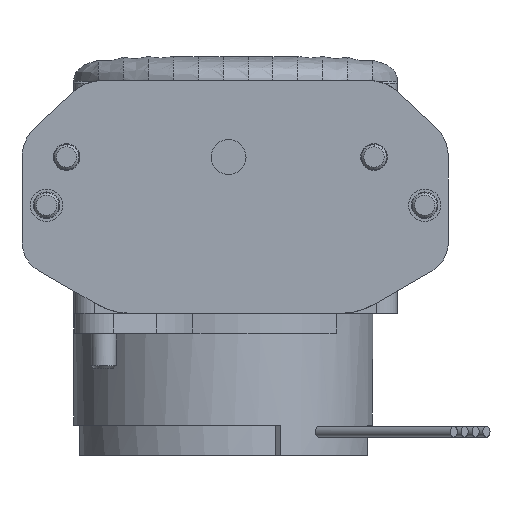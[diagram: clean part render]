
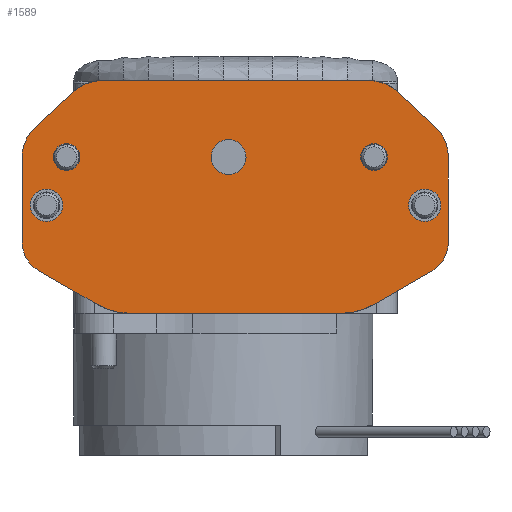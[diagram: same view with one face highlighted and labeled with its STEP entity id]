
A CAD part, front view. The second image highlights one B-rep face of the part: STEP entity #1589.
In plain terms, the highlighted planar face has unit normal (0, -1, 0).
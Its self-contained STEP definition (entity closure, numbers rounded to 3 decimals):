
#503=PLANE('',#11357);
#1589=ADVANCED_FACE('',(#2188,#2189,#2190,#2191,#2192,#2193),#503,.F.);
#2111=B_SPLINE_CURVE_WITH_KNOTS('',3,(#22155,#22156,#22157,#22158),
 .UNSPECIFIED.,.F.,.F.,(4,4),(0.,1.),.UNSPECIFIED.);
#2188=FACE_BOUND('',#2757,.T.);
#2189=FACE_BOUND('',#2758,.T.);
#2190=FACE_BOUND('',#2759,.T.);
#2191=FACE_BOUND('',#2760,.T.);
#2192=FACE_BOUND('',#2761,.T.);
#2193=FACE_BOUND('',#2762,.T.);
#2757=EDGE_LOOP('',(#7365));
#2758=EDGE_LOOP('',(#7366));
#2759=EDGE_LOOP('',(#7367,#7368));
#2760=EDGE_LOOP('',(#7369,#7370));
#2761=EDGE_LOOP('',(#7371,#7372));
#2762=EDGE_LOOP('',(#7373,#7374,#7375,#7376,#7377,#7378,#7379,#7380,#7381,
#7382,#7383,#7384,#7385,#7386,#7387,#7388,#7389,#7390));
#3503=LINE('',#22144,#4245);
#3504=LINE('',#22149,#4246);
#3505=LINE('',#22153,#4247);
#3506=LINE('',#22160,#4248);
#3507=LINE('',#22164,#4249);
#3508=LINE('',#22168,#4250);
#3509=LINE('',#22172,#4251);
#3510=LINE('',#22176,#4252);
#3511=LINE('',#22180,#4253);
#4245=VECTOR('',#13893,1.);
#4246=VECTOR('',#13896,1.);
#4247=VECTOR('',#13899,1.);
#4248=VECTOR('',#13900,1.);
#4249=VECTOR('',#13903,1.);
#4250=VECTOR('',#13906,1.);
#4251=VECTOR('',#13909,1.);
#4252=VECTOR('',#13912,1.);
#4253=VECTOR('',#13915,1.);
#4795=CIRCLE('',#11341,1.95);
#4796=CIRCLE('',#11342,1.95);
#4797=CIRCLE('',#11343,2.1);
#4798=CIRCLE('',#11344,2.1);
#4799=CIRCLE('',#11345,1.6);
#4800=CIRCLE('',#11346,1.6);
#4801=CIRCLE('',#11347,1.6);
#4802=CIRCLE('',#11348,1.6);
#4803=CIRCLE('',#11349,5.);
#4804=CIRCLE('',#11350,5.);
#4805=CIRCLE('',#11351,5.);
#4806=CIRCLE('',#11352,5.);
#4807=CIRCLE('',#11353,4.);
#4808=CIRCLE('',#11354,8.);
#4809=CIRCLE('',#11355,8.);
#4810=CIRCLE('',#11356,4.);
#7365=ORIENTED_EDGE('',*,*,#10192,.T.);
#7366=ORIENTED_EDGE('',*,*,#10193,.T.);
#7367=ORIENTED_EDGE('',*,*,#10194,.F.);
#7368=ORIENTED_EDGE('',*,*,#10195,.F.);
#7369=ORIENTED_EDGE('',*,*,#10196,.F.);
#7370=ORIENTED_EDGE('',*,*,#10197,.F.);
#7371=ORIENTED_EDGE('',*,*,#10198,.F.);
#7372=ORIENTED_EDGE('',*,*,#10199,.F.);
#7373=ORIENTED_EDGE('',*,*,#10200,.F.);
#7374=ORIENTED_EDGE('',*,*,#10201,.T.);
#7375=ORIENTED_EDGE('',*,*,#10202,.T.);
#7376=ORIENTED_EDGE('',*,*,#10203,.T.);
#7377=ORIENTED_EDGE('',*,*,#10204,.T.);
#7378=ORIENTED_EDGE('',*,*,#10205,.T.);
#7379=ORIENTED_EDGE('',*,*,#10206,.T.);
#7380=ORIENTED_EDGE('',*,*,#10207,.T.);
#7381=ORIENTED_EDGE('',*,*,#10208,.T.);
#7382=ORIENTED_EDGE('',*,*,#10209,.T.);
#7383=ORIENTED_EDGE('',*,*,#10210,.F.);
#7384=ORIENTED_EDGE('',*,*,#10211,.T.);
#7385=ORIENTED_EDGE('',*,*,#10212,.F.);
#7386=ORIENTED_EDGE('',*,*,#10213,.T.);
#7387=ORIENTED_EDGE('',*,*,#10214,.F.);
#7388=ORIENTED_EDGE('',*,*,#10215,.T.);
#7389=ORIENTED_EDGE('',*,*,#10216,.T.);
#7390=ORIENTED_EDGE('',*,*,#10217,.T.);
#8777=VERTEX_POINT('',#22129);
#8778=VERTEX_POINT('',#22131);
#8779=VERTEX_POINT('',#22133);
#8780=VERTEX_POINT('',#22134);
#8781=VERTEX_POINT('',#22137);
#8782=VERTEX_POINT('',#22138);
#8783=VERTEX_POINT('',#22141);
#8784=VERTEX_POINT('',#22142);
#8785=VERTEX_POINT('',#22145);
#8786=VERTEX_POINT('',#22146);
#8787=VERTEX_POINT('',#22148);
#8788=VERTEX_POINT('',#22150);
#8789=VERTEX_POINT('',#22152);
#8790=VERTEX_POINT('',#22154);
#8791=VERTEX_POINT('',#22159);
#8792=VERTEX_POINT('',#22161);
#8793=VERTEX_POINT('',#22163);
#8794=VERTEX_POINT('',#22165);
#8795=VERTEX_POINT('',#22167);
#8796=VERTEX_POINT('',#22169);
#8797=VERTEX_POINT('',#22171);
#8798=VERTEX_POINT('',#22173);
#8799=VERTEX_POINT('',#22175);
#8800=VERTEX_POINT('',#22177);
#8801=VERTEX_POINT('',#22179);
#8802=VERTEX_POINT('',#22181);
#10192=EDGE_CURVE('',#8777,#8777,#4795,.T.);
#10193=EDGE_CURVE('',#8778,#8778,#4796,.T.);
#10194=EDGE_CURVE('',#8779,#8780,#4797,.T.);
#10195=EDGE_CURVE('',#8780,#8779,#4798,.T.);
#10196=EDGE_CURVE('',#8781,#8782,#4799,.T.);
#10197=EDGE_CURVE('',#8782,#8781,#4800,.T.);
#10198=EDGE_CURVE('',#8783,#8784,#4801,.T.);
#10199=EDGE_CURVE('',#8784,#8783,#4802,.T.);
#10200=EDGE_CURVE('',#8785,#8786,#3503,.T.);
#10201=EDGE_CURVE('',#8785,#8787,#4803,.T.);
#10202=EDGE_CURVE('',#8787,#8788,#3504,.T.);
#10203=EDGE_CURVE('',#8788,#8789,#4804,.T.);
#10204=EDGE_CURVE('',#8789,#8790,#3505,.T.);
#10205=EDGE_CURVE('',#8790,#8791,#2111,.T.);
#10206=EDGE_CURVE('',#8791,#8792,#3506,.T.);
#10207=EDGE_CURVE('',#8792,#8793,#4805,.T.);
#10208=EDGE_CURVE('',#8793,#8794,#3507,.T.);
#10209=EDGE_CURVE('',#8794,#8795,#4806,.T.);
#10210=EDGE_CURVE('',#8796,#8795,#3508,.T.);
#10211=EDGE_CURVE('',#8796,#8797,#4807,.T.);
#10212=EDGE_CURVE('',#8798,#8797,#3509,.T.);
#10213=EDGE_CURVE('',#8798,#8799,#4808,.T.);
#10214=EDGE_CURVE('',#8800,#8799,#3510,.T.);
#10215=EDGE_CURVE('',#8800,#8801,#4809,.T.);
#10216=EDGE_CURVE('',#8801,#8802,#3511,.T.);
#10217=EDGE_CURVE('',#8802,#8786,#4810,.T.);
#11341=AXIS2_PLACEMENT_3D('',#22128,#13877,#13878);
#11342=AXIS2_PLACEMENT_3D('',#22130,#13879,#13880);
#11343=AXIS2_PLACEMENT_3D('',#22132,#13881,#13882);
#11344=AXIS2_PLACEMENT_3D('',#22135,#13883,#13884);
#11345=AXIS2_PLACEMENT_3D('',#22136,#13885,#13886);
#11346=AXIS2_PLACEMENT_3D('',#22139,#13887,#13888);
#11347=AXIS2_PLACEMENT_3D('',#22140,#13889,#13890);
#11348=AXIS2_PLACEMENT_3D('',#22143,#13891,#13892);
#11349=AXIS2_PLACEMENT_3D('',#22147,#13894,#13895);
#11350=AXIS2_PLACEMENT_3D('',#22151,#13897,#13898);
#11351=AXIS2_PLACEMENT_3D('',#22162,#13901,#13902);
#11352=AXIS2_PLACEMENT_3D('',#22166,#13904,#13905);
#11353=AXIS2_PLACEMENT_3D('',#22170,#13907,#13908);
#11354=AXIS2_PLACEMENT_3D('',#22174,#13910,#13911);
#11355=AXIS2_PLACEMENT_3D('',#22178,#13913,#13914);
#11356=AXIS2_PLACEMENT_3D('',#22182,#13916,#13917);
#11357=AXIS2_PLACEMENT_3D('',#22183,#13918,#13919);
#13877=DIRECTION('',(0.,1.,0.));
#13878=DIRECTION('',(0.,0.,1.));
#13879=DIRECTION('',(0.,1.,0.));
#13880=DIRECTION('',(0.,0.,1.));
#13881=DIRECTION('',(0.,-1.,0.));
#13882=DIRECTION('',(0.,0.,-1.));
#13883=DIRECTION('',(0.,-1.,0.));
#13884=DIRECTION('',(0.,0.,-1.));
#13885=DIRECTION('',(0.,-1.,0.));
#13886=DIRECTION('',(0.,0.,-1.));
#13887=DIRECTION('',(0.,-1.,0.));
#13888=DIRECTION('',(0.,0.,-1.));
#13889=DIRECTION('',(0.,-1.,0.));
#13890=DIRECTION('',(0.,0.,-1.));
#13891=DIRECTION('',(0.,-1.,0.));
#13892=DIRECTION('',(0.,0.,-1.));
#13893=DIRECTION('',(0.,0.,-1.));
#13894=DIRECTION('',(0.,-1.,0.));
#13895=DIRECTION('',(0.,0.,1.));
#13896=DIRECTION('',(-0.735,0.,0.678));
#13897=DIRECTION('',(0.,-1.,0.));
#13898=DIRECTION('',(0.,0.,1.));
#13899=DIRECTION('',(-1.,0.,0.));
#13900=DIRECTION('',(-1.,0.,0.));
#13901=DIRECTION('',(0.,-1.,0.));
#13902=DIRECTION('',(0.,0.,1.));
#13903=DIRECTION('',(-0.735,0.,-0.678));
#13904=DIRECTION('',(0.,-1.,0.));
#13905=DIRECTION('',(0.,0.,1.));
#13906=DIRECTION('',(0.,0.,1.));
#13907=DIRECTION('',(0.,-1.,0.));
#13908=DIRECTION('',(0.,0.,1.));
#13909=DIRECTION('',(-0.866,0.,0.5));
#13910=DIRECTION('',(0.,-1.,0.));
#13911=DIRECTION('',(0.,0.,1.));
#13912=DIRECTION('',(-1.,0.,0.));
#13913=DIRECTION('',(0.,-1.,0.));
#13914=DIRECTION('',(0.,0.,1.));
#13915=DIRECTION('',(0.866,0.,0.5));
#13916=DIRECTION('',(0.,-1.,0.));
#13917=DIRECTION('',(0.,0.,1.));
#13918=DIRECTION('',(0.,1.,0.));
#13919=DIRECTION('',(0.,0.,-1.));
#22128=CARTESIAN_POINT('',(13.973,-12.877,6.07));
#22129=CARTESIAN_POINT('',(13.973,-12.877,8.02));
#22130=CARTESIAN_POINT('',(-31.527,-12.877,6.07));
#22131=CARTESIAN_POINT('',(-31.527,-12.877,8.02));
#22132=CARTESIAN_POINT('',(-9.619,-12.877,11.87));
#22133=CARTESIAN_POINT('',(-9.619,-12.877,9.77));
#22134=CARTESIAN_POINT('',(-9.619,-12.877,13.97));
#22135=CARTESIAN_POINT('',(-9.619,-12.877,11.87));
#22136=CARTESIAN_POINT('',(7.88,-12.877,11.866));
#22137=CARTESIAN_POINT('',(7.88,-12.877,10.266));
#22138=CARTESIAN_POINT('',(7.88,-12.877,13.466));
#22139=CARTESIAN_POINT('',(7.88,-12.877,11.866));
#22140=CARTESIAN_POINT('',(-29.12,-12.877,11.866));
#22141=CARTESIAN_POINT('',(-29.12,-12.877,10.266));
#22142=CARTESIAN_POINT('',(-29.12,-12.877,13.466));
#22143=CARTESIAN_POINT('',(-29.12,-12.877,11.866));
#22144=CARTESIAN_POINT('',(16.823,-12.877,19.07));
#22145=CARTESIAN_POINT('',(16.823,-12.877,11.889));
#22146=CARTESIAN_POINT('',(16.823,-12.877,1.61));
#22147=CARTESIAN_POINT('',(11.823,-12.877,11.889));
#22148=CARTESIAN_POINT('',(15.214,-12.877,15.563));
#22149=CARTESIAN_POINT('',(6.992,-12.877,23.153));
#22150=CARTESIAN_POINT('',(10.685,-12.877,19.744));
#22151=CARTESIAN_POINT('',(7.294,-12.877,16.07));
#22152=CARTESIAN_POINT('',(7.401,-12.877,21.069));
#22153=CARTESIAN_POINT('',(-8.777,-12.877,21.07));
#22154=CARTESIAN_POINT('',(5.206,-12.877,21.07));
#22155=CARTESIAN_POINT('',(5.206,-12.877,21.07));
#22156=CARTESIAN_POINT('',(-4.145,-12.877,21.07));
#22157=CARTESIAN_POINT('',(-13.496,-12.877,21.07));
#22158=CARTESIAN_POINT('',(-22.846,-12.877,21.07));
#22159=CARTESIAN_POINT('',(-22.846,-12.877,21.07));
#22160=CARTESIAN_POINT('',(-8.777,-12.877,21.07));
#22161=CARTESIAN_POINT('',(-24.946,-12.877,21.069));
#22162=CARTESIAN_POINT('',(-24.848,-12.877,16.07));
#22163=CARTESIAN_POINT('',(-28.239,-12.877,19.744));
#22164=CARTESIAN_POINT('',(-24.546,-12.877,23.153));
#22165=CARTESIAN_POINT('',(-32.868,-12.877,15.471));
#22166=CARTESIAN_POINT('',(-29.477,-12.877,11.796));
#22167=CARTESIAN_POINT('',(-34.477,-12.877,11.796));
#22168=CARTESIAN_POINT('',(-34.477,-12.877,19.07));
#22169=CARTESIAN_POINT('',(-34.477,-12.877,1.668));
#22170=CARTESIAN_POINT('',(-30.477,-12.877,1.668));
#22171=CARTESIAN_POINT('',(-32.477,-12.877,-1.796));
#22172=CARTESIAN_POINT('',(-18.108,-12.877,-10.092));
#22173=CARTESIAN_POINT('',(-25.441,-12.877,-5.859));
#22174=CARTESIAN_POINT('',(-21.441,-12.877,1.07));
#22175=CARTESIAN_POINT('',(-21.441,-12.877,-6.93));
#22176=CARTESIAN_POINT('',(17.223,-12.877,-6.93));
#22177=CARTESIAN_POINT('',(3.887,-12.877,-6.93));
#22178=CARTESIAN_POINT('',(3.887,-12.877,1.07));
#22179=CARTESIAN_POINT('',(7.887,-12.877,-5.859));
#22180=CARTESIAN_POINT('',(0.554,-12.877,-10.092));
#22181=CARTESIAN_POINT('',(14.823,-12.877,-1.854));
#22182=CARTESIAN_POINT('',(12.823,-12.877,1.61));
#22183=CARTESIAN_POINT('',(-8.777,-12.877,6.07));
